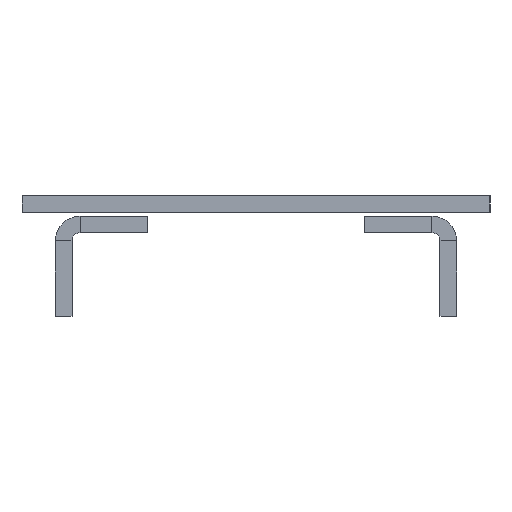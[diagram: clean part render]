
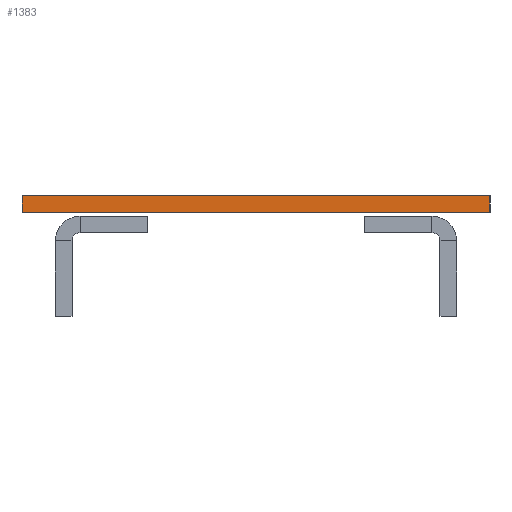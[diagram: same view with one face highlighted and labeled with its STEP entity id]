
A CAD part, left-side view. The second image highlights one B-rep face of the part: STEP entity #1383.
In plain terms, the highlighted planar face has unit normal (-1, 0, 0).
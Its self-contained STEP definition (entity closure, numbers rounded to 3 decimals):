
#1202 = PLANE('',#1203);
#1203 = AXIS2_PLACEMENT_3D('',#1204,#1205,#1206);
#1204 = CARTESIAN_POINT('',(196.85,0.,0.));
#1205 = DIRECTION('',(0.,-1.,0.));
#1206 = DIRECTION('',(-1.,0.,0.));
#1227 = VERTEX_POINT('',#1228);
#1228 = CARTESIAN_POINT('',(0.,0.,1.6));
#1242 = PLANE('',#1243);
#1243 = AXIS2_PLACEMENT_3D('',#1244,#1245,#1246);
#1244 = CARTESIAN_POINT('',(98.425,22.225,1.6));
#1245 = DIRECTION('',(-0.,-0.,-1.));
#1246 = DIRECTION('',(-1.,0.,0.));
#1254 = EDGE_CURVE('',#1255,#1227,#1257,.T.);
#1255 = VERTEX_POINT('',#1256);
#1256 = CARTESIAN_POINT('',(0.,-0.,0.));
#1257 = SURFACE_CURVE('',#1258,(#1262,#1269),.PCURVE_S1.);
#1258 = LINE('',#1259,#1260);
#1259 = CARTESIAN_POINT('',(0.,-0.,0.));
#1260 = VECTOR('',#1261,1.);
#1261 = DIRECTION('',(0.,0.,1.));
#1262 = PCURVE('',#1202,#1263);
#1263 = DEFINITIONAL_REPRESENTATION('',(#1264),#1268);
#1264 = LINE('',#1265,#1266);
#1265 = CARTESIAN_POINT('',(196.85,0.));
#1266 = VECTOR('',#1267,1.);
#1267 = DIRECTION('',(0.,-1.));
#1268 = ( GEOMETRIC_REPRESENTATION_CONTEXT(2) 
PARAMETRIC_REPRESENTATION_CONTEXT() REPRESENTATION_CONTEXT('2D SPACE',''
  ) );
#1269 = PCURVE('',#1270,#1275);
#1270 = PLANE('',#1271);
#1271 = AXIS2_PLACEMENT_3D('',#1272,#1273,#1274);
#1272 = CARTESIAN_POINT('',(0.,0.,0.));
#1273 = DIRECTION('',(-1.,0.,0.));
#1274 = DIRECTION('',(0.,1.,0.));
#1275 = DEFINITIONAL_REPRESENTATION('',(#1276),#1280);
#1276 = LINE('',#1277,#1278);
#1277 = CARTESIAN_POINT('',(0.,0.));
#1278 = VECTOR('',#1279,1.);
#1279 = DIRECTION('',(0.,-1.));
#1280 = ( GEOMETRIC_REPRESENTATION_CONTEXT(2) 
PARAMETRIC_REPRESENTATION_CONTEXT() REPRESENTATION_CONTEXT('2D SPACE',''
  ) );
#1296 = PLANE('',#1297);
#1297 = AXIS2_PLACEMENT_3D('',#1298,#1299,#1300);
#1298 = CARTESIAN_POINT('',(98.425,22.225,0.));
#1299 = DIRECTION('',(-0.,-0.,-1.));
#1300 = DIRECTION('',(-1.,0.,0.));
#1329 = PLANE('',#1330);
#1330 = AXIS2_PLACEMENT_3D('',#1331,#1332,#1333);
#1331 = CARTESIAN_POINT('',(0.,44.45,0.));
#1332 = DIRECTION('',(0.,1.,0.));
#1333 = DIRECTION('',(1.,0.,0.));
#1383 = ADVANCED_FACE('',(#1384),#1270,.T.);
#1384 = FACE_BOUND('',#1385,.T.);
#1385 = EDGE_LOOP('',(#1386,#1387,#1410,#1433));
#1386 = ORIENTED_EDGE('',*,*,#1254,.T.);
#1387 = ORIENTED_EDGE('',*,*,#1388,.T.);
#1388 = EDGE_CURVE('',#1227,#1389,#1391,.T.);
#1389 = VERTEX_POINT('',#1390);
#1390 = CARTESIAN_POINT('',(0.,44.45,1.6));
#1391 = SURFACE_CURVE('',#1392,(#1396,#1403),.PCURVE_S1.);
#1392 = LINE('',#1393,#1394);
#1393 = CARTESIAN_POINT('',(0.,0.,1.6));
#1394 = VECTOR('',#1395,1.);
#1395 = DIRECTION('',(0.,1.,0.));
#1396 = PCURVE('',#1270,#1397);
#1397 = DEFINITIONAL_REPRESENTATION('',(#1398),#1402);
#1398 = LINE('',#1399,#1400);
#1399 = CARTESIAN_POINT('',(0.,-1.6));
#1400 = VECTOR('',#1401,1.);
#1401 = DIRECTION('',(1.,0.));
#1402 = ( GEOMETRIC_REPRESENTATION_CONTEXT(2) 
PARAMETRIC_REPRESENTATION_CONTEXT() REPRESENTATION_CONTEXT('2D SPACE',''
  ) );
#1403 = PCURVE('',#1242,#1404);
#1404 = DEFINITIONAL_REPRESENTATION('',(#1405),#1409);
#1405 = LINE('',#1406,#1407);
#1406 = CARTESIAN_POINT('',(98.425,-22.225));
#1407 = VECTOR('',#1408,1.);
#1408 = DIRECTION('',(0.,1.));
#1409 = ( GEOMETRIC_REPRESENTATION_CONTEXT(2) 
PARAMETRIC_REPRESENTATION_CONTEXT() REPRESENTATION_CONTEXT('2D SPACE',''
  ) );
#1410 = ORIENTED_EDGE('',*,*,#1411,.F.);
#1411 = EDGE_CURVE('',#1412,#1389,#1414,.T.);
#1412 = VERTEX_POINT('',#1413);
#1413 = CARTESIAN_POINT('',(0.,44.45,0.));
#1414 = SURFACE_CURVE('',#1415,(#1419,#1426),.PCURVE_S1.);
#1415 = LINE('',#1416,#1417);
#1416 = CARTESIAN_POINT('',(0.,44.45,0.));
#1417 = VECTOR('',#1418,1.);
#1418 = DIRECTION('',(0.,0.,1.));
#1419 = PCURVE('',#1270,#1420);
#1420 = DEFINITIONAL_REPRESENTATION('',(#1421),#1425);
#1421 = LINE('',#1422,#1423);
#1422 = CARTESIAN_POINT('',(44.45,0.));
#1423 = VECTOR('',#1424,1.);
#1424 = DIRECTION('',(0.,-1.));
#1425 = ( GEOMETRIC_REPRESENTATION_CONTEXT(2) 
PARAMETRIC_REPRESENTATION_CONTEXT() REPRESENTATION_CONTEXT('2D SPACE',''
  ) );
#1426 = PCURVE('',#1329,#1427);
#1427 = DEFINITIONAL_REPRESENTATION('',(#1428),#1432);
#1428 = LINE('',#1429,#1430);
#1429 = CARTESIAN_POINT('',(0.,0.));
#1430 = VECTOR('',#1431,1.);
#1431 = DIRECTION('',(0.,-1.));
#1432 = ( GEOMETRIC_REPRESENTATION_CONTEXT(2) 
PARAMETRIC_REPRESENTATION_CONTEXT() REPRESENTATION_CONTEXT('2D SPACE',''
  ) );
#1433 = ORIENTED_EDGE('',*,*,#1434,.F.);
#1434 = EDGE_CURVE('',#1255,#1412,#1435,.T.);
#1435 = SURFACE_CURVE('',#1436,(#1440,#1447),.PCURVE_S1.);
#1436 = LINE('',#1437,#1438);
#1437 = CARTESIAN_POINT('',(0.,-0.,0.));
#1438 = VECTOR('',#1439,1.);
#1439 = DIRECTION('',(0.,1.,0.));
#1440 = PCURVE('',#1270,#1441);
#1441 = DEFINITIONAL_REPRESENTATION('',(#1442),#1446);
#1442 = LINE('',#1443,#1444);
#1443 = CARTESIAN_POINT('',(0.,0.));
#1444 = VECTOR('',#1445,1.);
#1445 = DIRECTION('',(1.,0.));
#1446 = ( GEOMETRIC_REPRESENTATION_CONTEXT(2) 
PARAMETRIC_REPRESENTATION_CONTEXT() REPRESENTATION_CONTEXT('2D SPACE',''
  ) );
#1447 = PCURVE('',#1296,#1448);
#1448 = DEFINITIONAL_REPRESENTATION('',(#1449),#1453);
#1449 = LINE('',#1450,#1451);
#1450 = CARTESIAN_POINT('',(98.425,-22.225));
#1451 = VECTOR('',#1452,1.);
#1452 = DIRECTION('',(0.,1.));
#1453 = ( GEOMETRIC_REPRESENTATION_CONTEXT(2) 
PARAMETRIC_REPRESENTATION_CONTEXT() REPRESENTATION_CONTEXT('2D SPACE',''
  ) );
